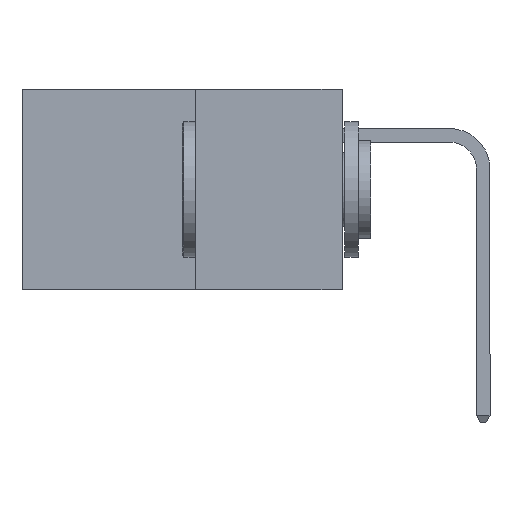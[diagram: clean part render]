
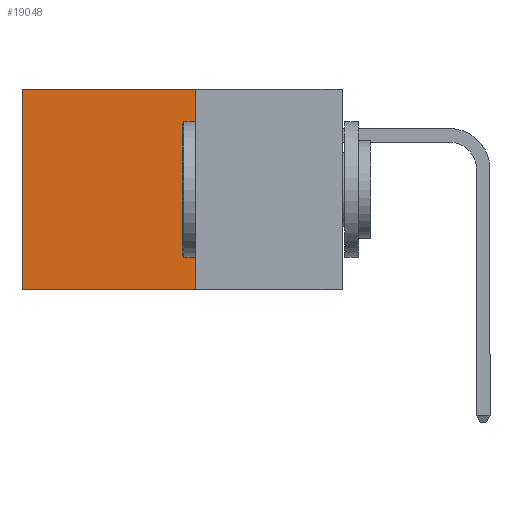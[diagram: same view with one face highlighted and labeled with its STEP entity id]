
A CAD part, left-side view. The second image highlights one B-rep face of the part: STEP entity #19048.
In plain terms, the highlighted planar face has unit normal (-1, 0, 0).
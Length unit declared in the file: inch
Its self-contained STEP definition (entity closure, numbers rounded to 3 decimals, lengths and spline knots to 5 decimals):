
#905 = EDGE_LOOP ( 'NONE', ( #13536, #7369, #13555, #23796 ) ) ;
#979 = EDGE_CURVE ( 'NONE', #9070, #18896, #17554, .T. ) ;
#3333 = VECTOR ( 'NONE', #23886, 39.37008 ) ;
#3961 = LINE ( 'NONE', #20212, #3333 ) ;
#4650 = CARTESIAN_POINT ( 'NONE',  ( 0.277, 0.27, 0. ) ) ;
#4900 = CARTESIAN_POINT ( 'NONE',  ( 0.277, 0.27, 0. ) ) ;
#5403 = DIRECTION ( 'NONE',  ( 0., 1., 0. ) ) ;
#6456 = DIRECTION ( 'NONE',  ( 0., 0., -1. ) ) ;
#6479 = LINE ( 'NONE', #10792, #9795 ) ;
#7188 = VERTEX_POINT ( 'NONE', #16611 ) ;
#7348 = DIRECTION ( 'NONE',  ( 0., 0., -1. ) ) ;
#7369 = ORIENTED_EDGE ( 'NONE', *, *, #18943, .F. ) ;
#7673 = VERTEX_POINT ( 'NONE', #19553 ) ;
#9070 = VERTEX_POINT ( 'NONE', #4650 ) ;
#9795 = VECTOR ( 'NONE', #23470, 39.37008 ) ;
#10792 = CARTESIAN_POINT ( 'NONE',  ( 0.277, 0.27, -0.37 ) ) ;
#11536 = VECTOR ( 'NONE', #5403, 39.37008 ) ;
#12099 = CARTESIAN_POINT ( 'NONE',  ( 0.277, 0.59, -0.37 ) ) ;
#13536 = ORIENTED_EDGE ( 'NONE', *, *, #16101, .T. ) ;
#13555 = ORIENTED_EDGE ( 'NONE', *, *, #17250, .F. ) ;
#14086 = AXIS2_PLACEMENT_3D ( 'NONE', #21902, #18355, #7348 ) ;
#16101 = EDGE_CURVE ( 'NONE', #18896, #7673, #16403, .T. ) ;
#16403 = LINE ( 'NONE', #12099, #24311 ) ;
#16484 = PLANE ( 'NONE',  #14086 ) ;
#16611 = CARTESIAN_POINT ( 'NONE',  ( 0.277, 0.27, -0.37 ) ) ;
#17250 = EDGE_CURVE ( 'NONE', #9070, #7188, #3961, .T. ) ;
#17554 = LINE ( 'NONE', #4900, #11536 ) ;
#18355 = DIRECTION ( 'NONE',  ( 1., 0., 0. ) ) ;
#18896 = VERTEX_POINT ( 'NONE', #23307 ) ;
#18943 = EDGE_CURVE ( 'NONE', #7188, #7673, #6479, .T. ) ;
#19048 = ADVANCED_FACE ( 'NONE', ( #22006 ), #16484, .F. ) ;
#19553 = CARTESIAN_POINT ( 'NONE',  ( 0.277, 0.59, -0.37 ) ) ;
#20212 = CARTESIAN_POINT ( 'NONE',  ( 0.277, 0.27, -0.37 ) ) ;
#21902 = CARTESIAN_POINT ( 'NONE',  ( 0.277, 0.27, -0.37 ) ) ;
#22006 = FACE_OUTER_BOUND ( 'NONE', #905, .T. ) ;
#23307 = CARTESIAN_POINT ( 'NONE',  ( 0.277, 0.59, 0. ) ) ;
#23470 = DIRECTION ( 'NONE',  ( 0., 1., 0. ) ) ;
#23796 = ORIENTED_EDGE ( 'NONE', *, *, #979, .T. ) ;
#23886 = DIRECTION ( 'NONE',  ( 0., 0., -1. ) ) ;
#24311 = VECTOR ( 'NONE', #6456, 39.37008 ) ;
